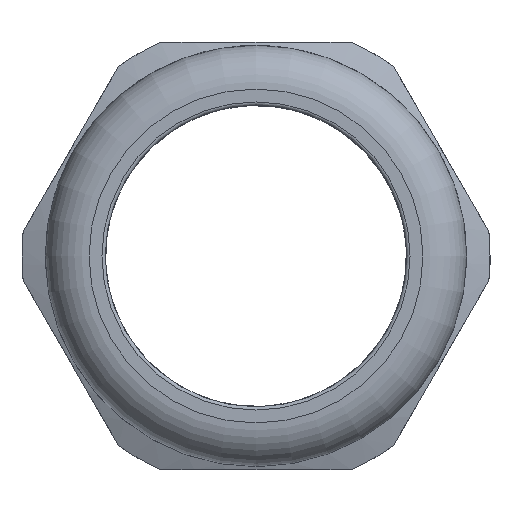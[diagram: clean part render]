
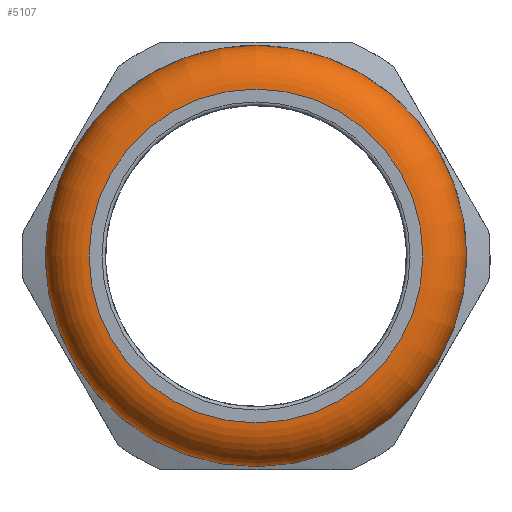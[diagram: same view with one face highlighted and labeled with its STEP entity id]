
A CAD part, left-side view. The second image highlights one B-rep face of the part: STEP entity #5107.
In plain terms, the highlighted toroidal (fillet/blend) face has major radius 24.99 mm and minor radius 6.53 mm.
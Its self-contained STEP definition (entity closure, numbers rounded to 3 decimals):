
#1135=FACE_BOUND('',#1519,.T.);
#1203=FACE_OUTER_BOUND('',#1518,.T.);
#1518=EDGE_LOOP('',(#3600));
#1519=EDGE_LOOP('',(#3601));
#1840=CIRCLE('',#5441,24.99);
#1858=CIRCLE('',#5479,31.52);
#2171=VERTEX_POINT('',#7715);
#2207=VERTEX_POINT('',#10356);
#2703=EDGE_CURVE('',#2171,#2171,#1840,.T.);
#2756=EDGE_CURVE('',#2207,#2207,#1858,.T.);
#3600=ORIENTED_EDGE('',*,*,#2756,.F.);
#3601=ORIENTED_EDGE('',*,*,#2703,.T.);
#5049=TOROIDAL_SURFACE('',#5478,24.99,6.53);
#5107=ADVANCED_FACE('',(#1203,#1135),#5049,.T.);
#5441=AXIS2_PLACEMENT_3D('',#7716,#6099,#6100);
#5478=AXIS2_PLACEMENT_3D('',#10355,#6188,#6189);
#5479=AXIS2_PLACEMENT_3D('',#10357,#6190,#6191);
#6099=DIRECTION('center_axis',(1.,0.,0.));
#6100=DIRECTION('ref_axis',(0.,0.,-1.));
#6188=DIRECTION('center_axis',(1.,0.,0.));
#6189=DIRECTION('ref_axis',(0.,0.,-1.));
#6190=DIRECTION('center_axis',(1.,0.,0.));
#6191=DIRECTION('ref_axis',(0.,0.,-1.));
#7715=CARTESIAN_POINT('',(-30.5,24.99,0.));
#7716=CARTESIAN_POINT('Origin',(-30.5,0.,0.));
#10355=CARTESIAN_POINT('Origin',(-23.97,0.,0.));
#10356=CARTESIAN_POINT('',(-23.97,31.52,0.));
#10357=CARTESIAN_POINT('Origin',(-23.97,0.,0.));
